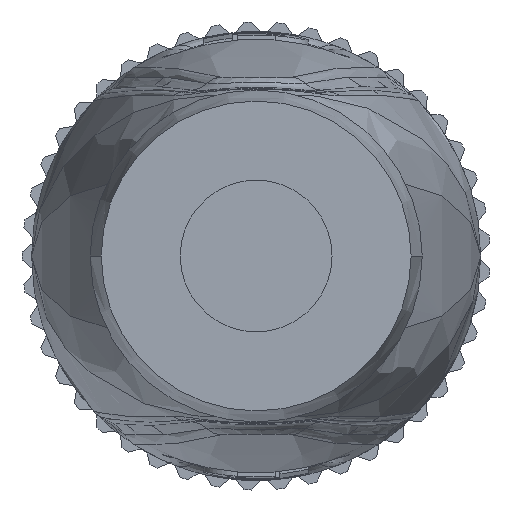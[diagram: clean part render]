
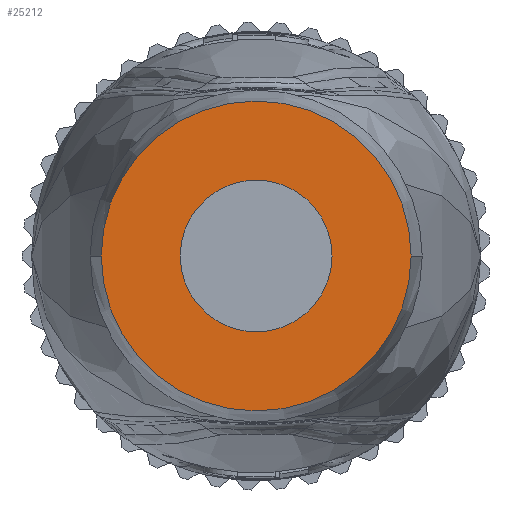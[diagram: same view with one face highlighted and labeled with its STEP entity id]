
A CAD part, front view. The second image highlights one B-rep face of the part: STEP entity #25212.
In plain terms, the highlighted planar face has unit normal (0, -1, 0).
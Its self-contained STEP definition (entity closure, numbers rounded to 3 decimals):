
#6894=CARTESIAN_POINT('',(0.,-47.,0.));
#6895=DIRECTION('',(0.,1.,0.));
#6896=DIRECTION('',(1.,0.,0.));
#6897=AXIS2_PLACEMENT_3D('',#6894,#6895,#6896);
#6899=CARTESIAN_POINT('',(0.,-47.,0.));
#6900=DIRECTION('',(0.,-1.,0.));
#6901=DIRECTION('',(1.,0.,0.));
#6902=AXIS2_PLACEMENT_3D('',#6899,#6900,#6901);
#6904=CARTESIAN_POINT('',(0.,-47.,0.));
#6905=DIRECTION('',(0.,-1.,0.));
#6906=DIRECTION('',(0.,0.,-1.));
#6907=AXIS2_PLACEMENT_3D('',#6904,#6905,#6906);
#6909=CARTESIAN_POINT('',(0.,-47.,0.));
#6910=DIRECTION('',(0.,-1.,0.));
#6911=DIRECTION('',(0.,0.,1.));
#6912=AXIS2_PLACEMENT_3D('',#6909,#6910,#6911);
#9210=CARTESIAN_POINT('',(4.9,-47.,0.));
#9212=VERTEX_POINT('',#9210);
#9214=CARTESIAN_POINT('',(-4.9,-47.,0.));
#9216=VERTEX_POINT('',#9214);
#9561=CARTESIAN_POINT('',(0.,-47.,-2.4));
#9562=CARTESIAN_POINT('',(0.,-47.,2.4));
#9563=VERTEX_POINT('',#9561);
#9564=VERTEX_POINT('',#9562);
#25197=CARTESIAN_POINT('',(0.,-47.,0.));
#25198=DIRECTION('',(0.,-1.,0.));
#25199=DIRECTION('',(1.,0.,0.));
#25200=AXIS2_PLACEMENT_3D('',#25197,#25198,#25199);
#25201=PLANE('',#25200);
#25202=ORIENTED_EDGE('',*,*,#25155,.T.);
#25203=ORIENTED_EDGE('',*,*,#25178,.F.);
#25204=EDGE_LOOP('',(#25202,#25203));
#25205=FACE_OUTER_BOUND('',#25204,.F.);
#25207=ORIENTED_EDGE('',*,*,#25206,.T.);
#25209=ORIENTED_EDGE('',*,*,#25208,.T.);
#25210=EDGE_LOOP('',(#25207,#25209));
#25211=FACE_BOUND('',#25210,.F.);
#25212=ADVANCED_FACE('',(#25205,#25211),#25201,.T.);
#6898=CIRCLE('',#6897,4.9);
#6903=CIRCLE('',#6902,4.9);
#6908=CIRCLE('',#6907,2.4);
#6913=CIRCLE('',#6912,2.4);
#25155=EDGE_CURVE('',#9212,#9216,#6898,.T.);
#25178=EDGE_CURVE('',#9212,#9216,#6903,.T.);
#25206=EDGE_CURVE('',#9563,#9564,#6908,.T.);
#25208=EDGE_CURVE('',#9564,#9563,#6913,.T.);
